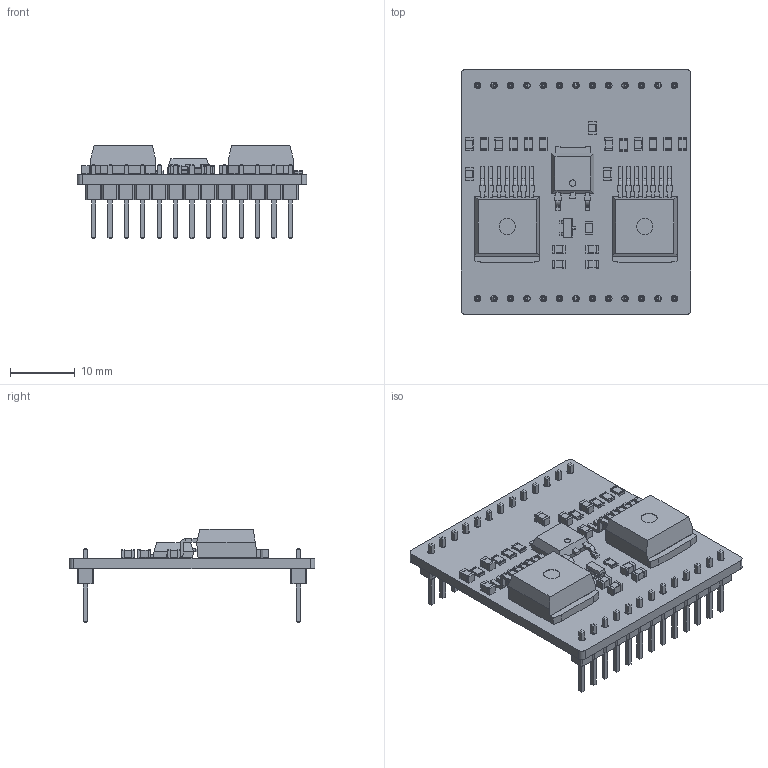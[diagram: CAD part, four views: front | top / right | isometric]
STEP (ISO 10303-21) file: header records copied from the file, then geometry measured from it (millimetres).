
FILE_DESCRIPTION(('KiCad electronic assembly'),'2;1');
FILE_NAME('Brake_Controller.step','2022-12-26T01:57:45',('Pcbnew'),( 'Kicad'),'Open CASCADE STEP processor 7.5','KiCad to STEP converter' ,'Unknown');
FILE_SCHEMA(('AUTOMOTIVE_DESIGN { 1 0 10303 214 1 1 1 1 }'));
Length unit declared in the file: millimetre
Products named in the file (14): Brake_Controller 1; C_0805_2012Metric; SOLID; R_0805_2012Metric; PinHeader_1x13_P2.54mm_Vertical; TO-263-7_TabPin4; TO-252-2; SOT-23; Brake Controller PCB
Assembly tree (33 placements, depth 3):
  Brake_Controller 1
    C_0805_2012Metric  x11
      SOLID
    R_0805_2012Metric  x9
      SOLID
    PinHeader_1x13_P2.54mm_Vertical  x2
      SOLID
    TO-263-7_TabPin4  x2
      SOLID
    TO-252-2
      SOLID
    SOT-23
      SOLID
    Brake Controller PCB
Bounding box: 35.56 x 38.1 x 14.46 mm (x, y, z)
Volume: 3603 mm3; surface area: 5646.1 mm2
Topology: 27 solids, 27 shells, 1710 faces, 4382 edges, 2820 vertices
Faces by surface type: plane 1366, cylinder 317, bspline 27
Full cylindrical faces by diameter (mm): 1 x27, 2.5 x2
Entity records: 51726 total; most frequent: CARTESIAN_POINT 8270, DIRECTION 7160, LINE 5128, VECTOR 5128, ORIENTED_EDGE 3752, PCURVE 3752, DEFINITIONAL_REPRESENTATION 3752, EDGE_CURVE 1876
